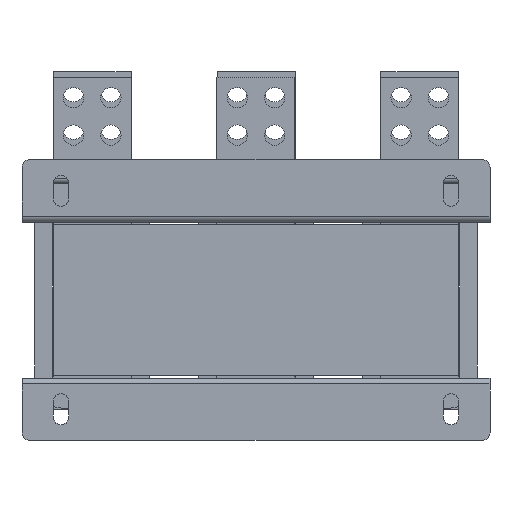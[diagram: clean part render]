
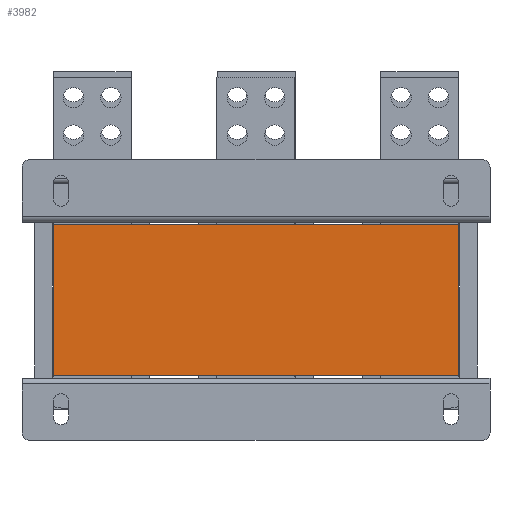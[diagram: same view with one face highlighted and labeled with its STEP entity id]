
A CAD part, front view. The second image highlights one B-rep face of the part: STEP entity #3982.
In plain terms, the highlighted planar face has unit normal (0, -1, 0).
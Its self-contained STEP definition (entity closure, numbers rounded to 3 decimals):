
#129 = ORIENTED_EDGE ( 'NONE', *, *, #5415, .T. ) ;
#222 = CARTESIAN_POINT ( 'NONE',  ( 130., -25., 97. ) ) ;
#286 = VECTOR ( 'NONE', #1501, 1000. ) ;
#616 = ORIENTED_EDGE ( 'NONE', *, *, #6706, .F. ) ;
#650 = CARTESIAN_POINT ( 'NONE',  ( -130., -25., 97. ) ) ;
#1329 = DIRECTION ( 'NONE',  ( 0., 0., -1. ) ) ;
#1426 = LINE ( 'NONE', #2596, #6768 ) ;
#1501 = DIRECTION ( 'NONE',  ( 0., 0., -1. ) ) ;
#1539 = VECTOR ( 'NONE', #1329, 1000. ) ;
#2084 = ORIENTED_EDGE ( 'NONE', *, *, #7184, .F. ) ;
#2596 = CARTESIAN_POINT ( 'NONE',  ( -130., -25., 0. ) ) ;
#2742 = CARTESIAN_POINT ( 'NONE',  ( -130., -25., 97. ) ) ;
#2874 = DIRECTION ( 'NONE',  ( 0., 0., 1. ) ) ;
#2917 = CARTESIAN_POINT ( 'NONE',  ( 130., -25., 0. ) ) ;
#2938 = DIRECTION ( 'NONE',  ( 1., 0., 0. ) ) ;
#2945 = LINE ( 'NONE', #6518, #1539 ) ;
#2954 = VERTEX_POINT ( 'NONE', #2742 ) ;
#3353 = EDGE_LOOP ( 'NONE', ( #5662, #616, #2084, #129 ) ) ;
#3600 = AXIS2_PLACEMENT_3D ( 'NONE', #5743, #5778, #2874 ) ;
#3982 = ADVANCED_FACE ( 'NONE', ( #5146 ), #6260, .F. ) ;
#4073 = LINE ( 'NONE', #650, #4667 ) ;
#4523 = VERTEX_POINT ( 'NONE', #6677 ) ;
#4667 = VECTOR ( 'NONE', #2938, 1000. ) ;
#4681 = VERTEX_POINT ( 'NONE', #2917 ) ;
#4943 = DIRECTION ( 'NONE',  ( 1., 0., 0. ) ) ;
#5146 = FACE_OUTER_BOUND ( 'NONE', #3353, .T. ) ;
#5413 = EDGE_CURVE ( 'NONE', #4523, #4681, #1426, .T. ) ;
#5415 = EDGE_CURVE ( 'NONE', #2954, #4523, #7218, .T. ) ;
#5621 = VERTEX_POINT ( 'NONE', #222 ) ;
#5662 = ORIENTED_EDGE ( 'NONE', *, *, #5413, .T. ) ;
#5743 = CARTESIAN_POINT ( 'NONE',  ( -130., -25., 97. ) ) ;
#5778 = DIRECTION ( 'NONE',  ( 0., 1., 0. ) ) ;
#6260 = PLANE ( 'NONE',  #3600 ) ;
#6518 = CARTESIAN_POINT ( 'NONE',  ( 130., -25., 97. ) ) ;
#6658 = CARTESIAN_POINT ( 'NONE',  ( -130., -25., 97. ) ) ;
#6677 = CARTESIAN_POINT ( 'NONE',  ( -130., -25., 0. ) ) ;
#6706 = EDGE_CURVE ( 'NONE', #5621, #4681, #2945, .T. ) ;
#6768 = VECTOR ( 'NONE', #4943, 1000. ) ;
#7184 = EDGE_CURVE ( 'NONE', #2954, #5621, #4073, .T. ) ;
#7218 = LINE ( 'NONE', #6658, #286 ) ;
